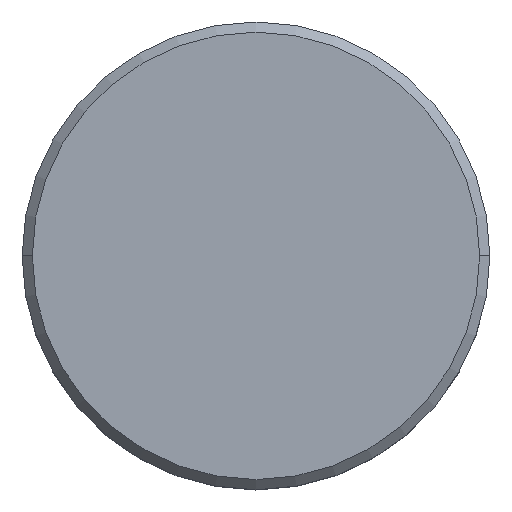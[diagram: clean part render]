
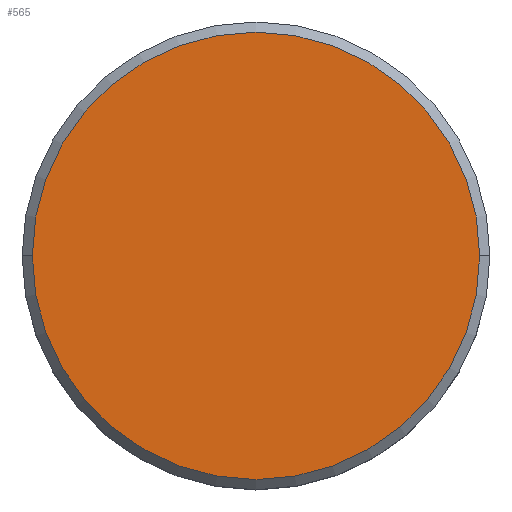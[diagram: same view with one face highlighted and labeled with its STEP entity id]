
A CAD part, top view. The second image highlights one B-rep face of the part: STEP entity #565.
In plain terms, the highlighted planar face has unit normal (0, 0, 1).
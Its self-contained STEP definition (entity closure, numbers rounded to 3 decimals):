
#90 = VERTEX_POINT ( 'NONE', #356 ) ;
#96 = CARTESIAN_POINT ( 'NONE',  ( 11., 0., 0. ) ) ;
#106 = VERTEX_POINT ( 'NONE', #96 ) ;
#111 = DIRECTION ( 'NONE',  ( 0., 0., 1. ) ) ;
#130 = EDGE_CURVE ( 'NONE', #106, #90, #256, .T. ) ;
#176 = ORIENTED_EDGE ( 'NONE', *, *, #590, .T. ) ;
#182 = AXIS2_PLACEMENT_3D ( 'NONE', #382, #478, #444 ) ;
#237 = DIRECTION ( 'NONE',  ( 0., 0., 1. ) ) ;
#249 = DIRECTION ( 'NONE',  ( 1., 0., 0. ) ) ;
#256 = CIRCLE ( 'NONE', #578, 11. ) ;
#258 = CIRCLE ( 'NONE', #581, 11. ) ;
#340 = PLANE ( 'NONE',  #182 ) ;
#356 = CARTESIAN_POINT ( 'NONE',  ( -11., 0., 0. ) ) ;
#376 = CARTESIAN_POINT ( 'NONE',  ( 0., 0., 0. ) ) ;
#380 = DIRECTION ( 'NONE',  ( 1., 0., 0. ) ) ;
#382 = CARTESIAN_POINT ( 'NONE',  ( 0., 0., 0. ) ) ;
#386 = FACE_OUTER_BOUND ( 'NONE', #463, .T. ) ;
#444 = DIRECTION ( 'NONE',  ( 1., 0., 0. ) ) ;
#463 = EDGE_LOOP ( 'NONE', ( #176, #592 ) ) ;
#475 = CARTESIAN_POINT ( 'NONE',  ( 0., 0., 0. ) ) ;
#478 = DIRECTION ( 'NONE',  ( 0., 0., 1. ) ) ;
#565 = ADVANCED_FACE ( 'NONE', ( #386 ), #340, .T. ) ;
#578 = AXIS2_PLACEMENT_3D ( 'NONE', #376, #237, #380 ) ;
#581 = AXIS2_PLACEMENT_3D ( 'NONE', #475, #111, #249 ) ;
#590 = EDGE_CURVE ( 'NONE', #90, #106, #258, .T. ) ;
#592 = ORIENTED_EDGE ( 'NONE', *, *, #130, .T. ) ;
